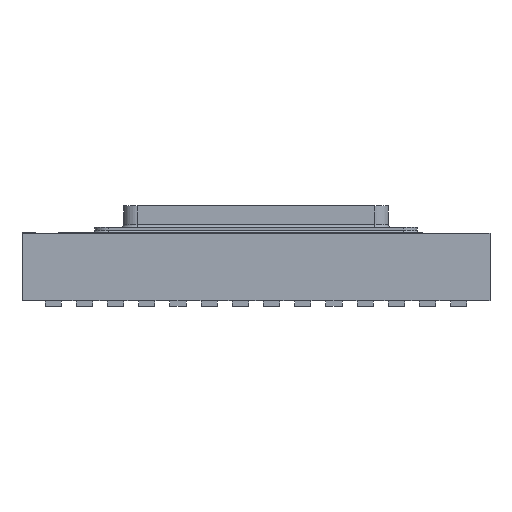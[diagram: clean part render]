
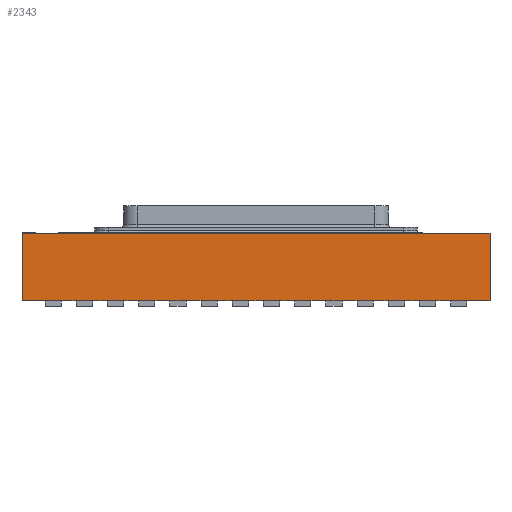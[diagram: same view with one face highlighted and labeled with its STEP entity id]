
A CAD part, left-side view. The second image highlights one B-rep face of the part: STEP entity #2343.
In plain terms, the highlighted planar face has unit normal (-1, 0, 0).
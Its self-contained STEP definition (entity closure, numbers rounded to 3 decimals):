
#2343=ADVANCED_FACE('',(#5661),#5663,.T.);
#5661=FACE_BOUND('',#5662,.T.);
#5662=EDGE_LOOP('',(#8640,#8641,#8642,#8643,#8644,#8645,#8646,#8647,#8648,#8649,
#8650,#8651,#8652,#8653,#8654,#8655,#8656,#8657,#8658,#8659,#8660,#8661,#8662,#8663,
#8664,#8665,#8666,#8667,#8668,#8669,#8670,#8671,#8672,#8673));
#5663=PLANE('',#5664);
#5664=AXIS2_PLACEMENT_3D('',#5665,#5666,#5667);
#5665=CARTESIAN_POINT('',(-6.25,9.125,0.));
#5666=DIRECTION('',(-1.,0.,0.));
#5667=DIRECTION('',(0.,-1.,0.));
#8640=ORIENTED_EDGE('',*,*,#10299,.F.);
#8641=ORIENTED_EDGE('',*,*,#10300,.T.);
#8642=ORIENTED_EDGE('',*,*,#10301,.F.);
#8643=ORIENTED_EDGE('',*,*,#10302,.T.);
#8644=ORIENTED_EDGE('',*,*,#10303,.F.);
#8645=ORIENTED_EDGE('',*,*,#10304,.T.);
#8646=ORIENTED_EDGE('',*,*,#10305,.F.);
#8647=ORIENTED_EDGE('',*,*,#10306,.T.);
#8648=ORIENTED_EDGE('',*,*,#10307,.F.);
#8649=ORIENTED_EDGE('',*,*,#10308,.T.);
#8650=ORIENTED_EDGE('',*,*,#10309,.F.);
#8651=ORIENTED_EDGE('',*,*,#10310,.T.);
#8652=ORIENTED_EDGE('',*,*,#10311,.F.);
#8653=ORIENTED_EDGE('',*,*,#10312,.T.);
#8654=ORIENTED_EDGE('',*,*,#10313,.T.);
#8655=ORIENTED_EDGE('',*,*,#10277,.F.);
#8656=ORIENTED_EDGE('',*,*,#10276,.F.);
#8657=ORIENTED_EDGE('',*,*,#10269,.F.);
#8658=ORIENTED_EDGE('',*,*,#10297,.F.);
#8659=ORIENTED_EDGE('',*,*,#10314,.T.);
#8660=ORIENTED_EDGE('',*,*,#10315,.F.);
#8661=ORIENTED_EDGE('',*,*,#10316,.T.);
#8662=ORIENTED_EDGE('',*,*,#10317,.F.);
#8663=ORIENTED_EDGE('',*,*,#10318,.T.);
#8664=ORIENTED_EDGE('',*,*,#10319,.F.);
#8665=ORIENTED_EDGE('',*,*,#10320,.T.);
#8666=ORIENTED_EDGE('',*,*,#10321,.F.);
#8667=ORIENTED_EDGE('',*,*,#10322,.T.);
#8668=ORIENTED_EDGE('',*,*,#10323,.F.);
#8669=ORIENTED_EDGE('',*,*,#10324,.T.);
#8670=ORIENTED_EDGE('',*,*,#10325,.F.);
#8671=ORIENTED_EDGE('',*,*,#10326,.T.);
#8672=ORIENTED_EDGE('',*,*,#10327,.F.);
#8673=ORIENTED_EDGE('',*,*,#10328,.T.);
#10269=EDGE_CURVE('',#11889,#11862,#11891,.T.);
#10276=EDGE_CURVE('',#11862,#11870,#11903,.F.);
#10277=EDGE_CURVE('',#11870,#11904,#11905,.T.);
#10297=EDGE_CURVE('',#11935,#11889,#11937,.T.);
#10299=EDGE_CURVE('',#11939,#11940,#11941,.F.);
#10300=EDGE_CURVE('',#11939,#11942,#11943,.T.);
#10301=EDGE_CURVE('',#11944,#11942,#11945,.F.);
#10302=EDGE_CURVE('',#11944,#11946,#11947,.T.);
#10303=EDGE_CURVE('',#11948,#11946,#11949,.F.);
#10304=EDGE_CURVE('',#11948,#11950,#11951,.T.);
#10305=EDGE_CURVE('',#11952,#11950,#11953,.F.);
#10306=EDGE_CURVE('',#11952,#11954,#11955,.T.);
#10307=EDGE_CURVE('',#11956,#11954,#11957,.F.);
#10308=EDGE_CURVE('',#11956,#11958,#11959,.T.);
#10309=EDGE_CURVE('',#11960,#11958,#11961,.F.);
#10310=EDGE_CURVE('',#11960,#11962,#11963,.T.);
#10311=EDGE_CURVE('',#11964,#11962,#11965,.F.);
#10312=EDGE_CURVE('',#11964,#11966,#11967,.T.);
#10313=EDGE_CURVE('',#11966,#11904,#11968,.T.);
#10314=EDGE_CURVE('',#11935,#11969,#11970,.T.);
#10315=EDGE_CURVE('',#11971,#11969,#11972,.F.);
#10316=EDGE_CURVE('',#11971,#11973,#11974,.T.);
#10317=EDGE_CURVE('',#11975,#11973,#11976,.F.);
#10318=EDGE_CURVE('',#11975,#11977,#11978,.T.);
#10319=EDGE_CURVE('',#11979,#11977,#11980,.F.);
#10320=EDGE_CURVE('',#11979,#11981,#11982,.T.);
#10321=EDGE_CURVE('',#11983,#11981,#11984,.F.);
#10322=EDGE_CURVE('',#11983,#11985,#11986,.T.);
#10323=EDGE_CURVE('',#11987,#11985,#11988,.F.);
#10324=EDGE_CURVE('',#11987,#11989,#11990,.T.);
#10325=EDGE_CURVE('',#11991,#11989,#11992,.F.);
#10326=EDGE_CURVE('',#11991,#11993,#11994,.T.);
#10327=EDGE_CURVE('',#11995,#11993,#11996,.F.);
#10328=EDGE_CURVE('',#11995,#11940,#11997,.T.);
#11862=VERTEX_POINT('',#15185);
#11870=VERTEX_POINT('',#15203);
#11889=VERTEX_POINT('',#15245);
#11891=LINE('',#15249,#15250);
#11903=LINE('',#15277,#15278);
#11904=VERTEX_POINT('',#15280);
#11905=LINE('',#15281,#15282);
#11935=VERTEX_POINT('',#15354);
#11937=LINE('',#15358,#15359);
#11939=VERTEX_POINT('',#15364);
#11940=VERTEX_POINT('',#15365);
#11941=LINE('',#15366,#15367);
#11942=VERTEX_POINT('',#15369);
#11943=LINE('',#15370,#15371);
#11944=VERTEX_POINT('',#15373);
#11945=LINE('',#15374,#15375);
#11946=VERTEX_POINT('',#15377);
#11947=LINE('',#15378,#15379);
#11948=VERTEX_POINT('',#15381);
#11949=LINE('',#15382,#15383);
#11950=VERTEX_POINT('',#15385);
#11951=LINE('',#15386,#15387);
#11952=VERTEX_POINT('',#15389);
#11953=LINE('',#15390,#15391);
#11954=VERTEX_POINT('',#15393);
#11955=LINE('',#15394,#15395);
#11956=VERTEX_POINT('',#15397);
#11957=LINE('',#15398,#15399);
#11958=VERTEX_POINT('',#15401);
#11959=LINE('',#15402,#15403);
#11960=VERTEX_POINT('',#15405);
#11961=LINE('',#15406,#15407);
#11962=VERTEX_POINT('',#15409);
#11963=LINE('',#15410,#15411);
#11964=VERTEX_POINT('',#15413);
#11965=LINE('',#15414,#15415);
#11966=VERTEX_POINT('',#15417);
#11967=LINE('',#15418,#15419);
#11968=LINE('',#15421,#15422);
#11969=VERTEX_POINT('',#15424);
#11970=LINE('',#15425,#15426);
#11971=VERTEX_POINT('',#15428);
#11972=LINE('',#15429,#15430);
#11973=VERTEX_POINT('',#15432);
#11974=LINE('',#15433,#15434);
#11975=VERTEX_POINT('',#15436);
#11976=LINE('',#15437,#15438);
#11977=VERTEX_POINT('',#15440);
#11978=LINE('',#15441,#15442);
#11979=VERTEX_POINT('',#15444);
#11980=LINE('',#15445,#15446);
#11981=VERTEX_POINT('',#15448);
#11982=LINE('',#15449,#15450);
#11983=VERTEX_POINT('',#15452);
#11984=LINE('',#15453,#15454);
#11985=VERTEX_POINT('',#15456);
#11986=LINE('',#15457,#15458);
#11987=VERTEX_POINT('',#15460);
#11988=LINE('',#15461,#15462);
#11989=VERTEX_POINT('',#15464);
#11990=LINE('',#15465,#15466);
#11991=VERTEX_POINT('',#15468);
#11992=LINE('',#15469,#15470);
#11993=VERTEX_POINT('',#15472);
#11994=LINE('',#15473,#15474);
#11995=VERTEX_POINT('',#15476);
#11996=LINE('',#15477,#15478);
#11997=LINE('',#15480,#15481);
#15185=CARTESIAN_POINT('',(-6.25,6.64,2.5));
#15203=CARTESIAN_POINT('',(-6.25,-5.64,2.5));
#15245=CARTESIAN_POINT('',(-6.25,9.125,2.5));
#15249=CARTESIAN_POINT('',(-6.25,9.125,2.5));
#15250=VECTOR('',#15251,1.);
#15251=DIRECTION('',(0.,-1.,0.));
#15277=CARTESIAN_POINT('',(-6.25,-5.64,2.5));
#15278=VECTOR('',#15279,1.);
#15279=DIRECTION('',(0.,1.,0.));
#15280=CARTESIAN_POINT('',(-6.25,-8.125,2.5));
#15281=CARTESIAN_POINT('',(-6.25,-5.64,2.5));
#15282=VECTOR('',#15283,1.);
#15283=DIRECTION('',(0.,-1.,0.));
#15354=CARTESIAN_POINT('',(-6.25,9.125,0.));
#15358=CARTESIAN_POINT('',(-6.25,9.125,0.));
#15359=VECTOR('',#15360,1.);
#15360=DIRECTION('',(0.,0.,1.));
#15364=CARTESIAN_POINT('',(-6.25,-0.375,0.));
#15365=CARTESIAN_POINT('',(-6.25,0.225,0.));
#15366=CARTESIAN_POINT('',(-6.25,0.225,0.));
#15367=VECTOR('',#15368,1.);
#15368=DIRECTION('',(0.,-1.,0.));
#15369=CARTESIAN_POINT('',(-6.25,-0.925,0.));
#15370=CARTESIAN_POINT('',(-6.25,-0.375,0.));
#15371=VECTOR('',#15372,1.);
#15372=DIRECTION('',(0.,-1.,0.));
#15373=CARTESIAN_POINT('',(-6.25,-1.525,0.));
#15374=CARTESIAN_POINT('',(-6.25,-0.925,0.));
#15375=VECTOR('',#15376,1.);
#15376=DIRECTION('',(0.,-1.,0.));
#15377=CARTESIAN_POINT('',(-6.25,-2.075,0.));
#15378=CARTESIAN_POINT('',(-6.25,-1.525,0.));
#15379=VECTOR('',#15380,1.);
#15380=DIRECTION('',(0.,-1.,0.));
#15381=CARTESIAN_POINT('',(-6.25,-2.675,0.));
#15382=CARTESIAN_POINT('',(-6.25,-2.075,0.));
#15383=VECTOR('',#15384,1.);
#15384=DIRECTION('',(0.,-1.,0.));
#15385=CARTESIAN_POINT('',(-6.25,-3.225,0.));
#15386=CARTESIAN_POINT('',(-6.25,-2.675,0.));
#15387=VECTOR('',#15388,1.);
#15388=DIRECTION('',(0.,-1.,0.));
#15389=CARTESIAN_POINT('',(-6.25,-3.825,0.));
#15390=CARTESIAN_POINT('',(-6.25,-3.225,0.));
#15391=VECTOR('',#15392,1.);
#15392=DIRECTION('',(0.,-1.,0.));
#15393=CARTESIAN_POINT('',(-6.25,-4.375,0.));
#15394=CARTESIAN_POINT('',(-6.25,-3.825,0.));
#15395=VECTOR('',#15396,1.);
#15396=DIRECTION('',(0.,-1.,0.));
#15397=CARTESIAN_POINT('',(-6.25,-4.975,0.));
#15398=CARTESIAN_POINT('',(-6.25,-4.375,0.));
#15399=VECTOR('',#15400,1.);
#15400=DIRECTION('',(0.,-1.,0.));
#15401=CARTESIAN_POINT('',(-6.25,-5.525,0.));
#15402=CARTESIAN_POINT('',(-6.25,-4.975,0.));
#15403=VECTOR('',#15404,1.);
#15404=DIRECTION('',(0.,-1.,0.));
#15405=CARTESIAN_POINT('',(-6.25,-6.125,0.));
#15406=CARTESIAN_POINT('',(-6.25,-5.525,0.));
#15407=VECTOR('',#15408,1.);
#15408=DIRECTION('',(0.,-1.,0.));
#15409=CARTESIAN_POINT('',(-6.25,-6.675,0.));
#15410=CARTESIAN_POINT('',(-6.25,-6.125,0.));
#15411=VECTOR('',#15412,1.);
#15412=DIRECTION('',(0.,-1.,0.));
#15413=CARTESIAN_POINT('',(-6.25,-7.275,0.));
#15414=CARTESIAN_POINT('',(-6.25,-6.675,0.));
#15415=VECTOR('',#15416,1.);
#15416=DIRECTION('',(0.,-1.,0.));
#15417=CARTESIAN_POINT('',(-6.25,-8.125,0.));
#15418=CARTESIAN_POINT('',(-6.25,-7.275,0.));
#15419=VECTOR('',#15420,1.);
#15420=DIRECTION('',(0.,-1.,0.));
#15421=CARTESIAN_POINT('',(-6.25,-8.125,0.));
#15422=VECTOR('',#15423,1.);
#15423=DIRECTION('',(0.,0.,1.));
#15424=CARTESIAN_POINT('',(-6.25,8.275,0.));
#15425=CARTESIAN_POINT('',(-6.25,9.125,0.));
#15426=VECTOR('',#15427,1.);
#15427=DIRECTION('',(0.,-1.,0.));
#15428=CARTESIAN_POINT('',(-6.25,7.675,0.));
#15429=CARTESIAN_POINT('',(-6.25,8.275,0.));
#15430=VECTOR('',#15431,1.);
#15431=DIRECTION('',(0.,-1.,0.));
#15432=CARTESIAN_POINT('',(-6.25,7.125,0.));
#15433=CARTESIAN_POINT('',(-6.25,7.675,0.));
#15434=VECTOR('',#15435,1.);
#15435=DIRECTION('',(0.,-1.,0.));
#15436=CARTESIAN_POINT('',(-6.25,6.525,0.));
#15437=CARTESIAN_POINT('',(-6.25,7.125,0.));
#15438=VECTOR('',#15439,1.);
#15439=DIRECTION('',(0.,-1.,0.));
#15440=CARTESIAN_POINT('',(-6.25,5.975,0.));
#15441=CARTESIAN_POINT('',(-6.25,6.525,0.));
#15442=VECTOR('',#15443,1.);
#15443=DIRECTION('',(0.,-1.,0.));
#15444=CARTESIAN_POINT('',(-6.25,5.375,0.));
#15445=CARTESIAN_POINT('',(-6.25,5.975,0.));
#15446=VECTOR('',#15447,1.);
#15447=DIRECTION('',(0.,-1.,0.));
#15448=CARTESIAN_POINT('',(-6.25,4.825,0.));
#15449=CARTESIAN_POINT('',(-6.25,5.375,0.));
#15450=VECTOR('',#15451,1.);
#15451=DIRECTION('',(0.,-1.,0.));
#15452=CARTESIAN_POINT('',(-6.25,4.225,0.));
#15453=CARTESIAN_POINT('',(-6.25,4.825,0.));
#15454=VECTOR('',#15455,1.);
#15455=DIRECTION('',(0.,-1.,0.));
#15456=CARTESIAN_POINT('',(-6.25,3.675,0.));
#15457=CARTESIAN_POINT('',(-6.25,4.225,0.));
#15458=VECTOR('',#15459,1.);
#15459=DIRECTION('',(0.,-1.,0.));
#15460=CARTESIAN_POINT('',(-6.25,3.075,0.));
#15461=CARTESIAN_POINT('',(-6.25,3.675,0.));
#15462=VECTOR('',#15463,1.);
#15463=DIRECTION('',(0.,-1.,0.));
#15464=CARTESIAN_POINT('',(-6.25,2.525,0.));
#15465=CARTESIAN_POINT('',(-6.25,3.075,0.));
#15466=VECTOR('',#15467,1.);
#15467=DIRECTION('',(0.,-1.,0.));
#15468=CARTESIAN_POINT('',(-6.25,1.925,0.));
#15469=CARTESIAN_POINT('',(-6.25,2.525,0.));
#15470=VECTOR('',#15471,1.);
#15471=DIRECTION('',(0.,-1.,0.));
#15472=CARTESIAN_POINT('',(-6.25,1.375,0.));
#15473=CARTESIAN_POINT('',(-6.25,1.925,0.));
#15474=VECTOR('',#15475,1.);
#15475=DIRECTION('',(0.,-1.,0.));
#15476=CARTESIAN_POINT('',(-6.25,0.775,0.));
#15477=CARTESIAN_POINT('',(-6.25,1.375,0.));
#15478=VECTOR('',#15479,1.);
#15479=DIRECTION('',(0.,-1.,0.));
#15480=CARTESIAN_POINT('',(-6.25,0.775,0.));
#15481=VECTOR('',#15482,1.);
#15482=DIRECTION('',(0.,-1.,0.));
